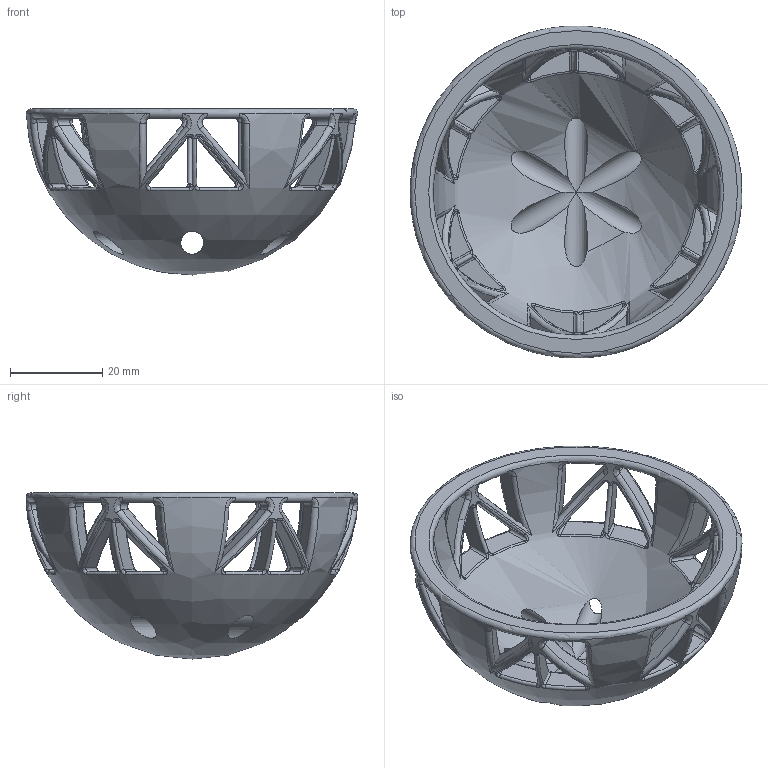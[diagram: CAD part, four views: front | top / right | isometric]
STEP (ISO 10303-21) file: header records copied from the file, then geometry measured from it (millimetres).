
FILE_DESCRIPTION(/* description */ (''),/* implementation_level */ '2;1');
FILE_NAME(/* name */ 'turbidity case v6 (2).step',/* time_stamp */ '2022-03-12T16:39:38-05:00',/* author */ (''),/* organization */ (''),/* preprocessor_version */ 'ST-DEVELOPER v18.1',/* originating_system */ 'Autodesk Translation Framework v10.13.0.1454',/* authorisation */ '');
FILE_SCHEMA (('AUTOMOTIVE_DESIGN { 1 0 10303 214 3 1 1 }'));
Length unit declared in the file: millimetre
Products named in the file (1): (Unsaved)
Bounding box: 71.89 x 71.97 x 36 mm (x, y, z)
Volume: 26006 mm3; surface area: 16467.1 mm2
Topology: 1 solids, 1 shells, 372 faces, 1099 edges, 685 vertices
Faces by surface type: bspline 120, torus 110, plane 73, cylinder 66, sphere 3
Full cylindrical faces by diameter (mm): 5 x6
Entity records: 18219 total; most frequent: CARTESIAN_POINT 8981, ORIENTED_EDGE 2194, DIRECTION 1690, EDGE_CURVE 1097, AXIS2_PLACEMENT_3D 776, VERTEX_POINT 685, CIRCLE 517, B_SPLINE_CURVE_WITH_KNOTS 436
